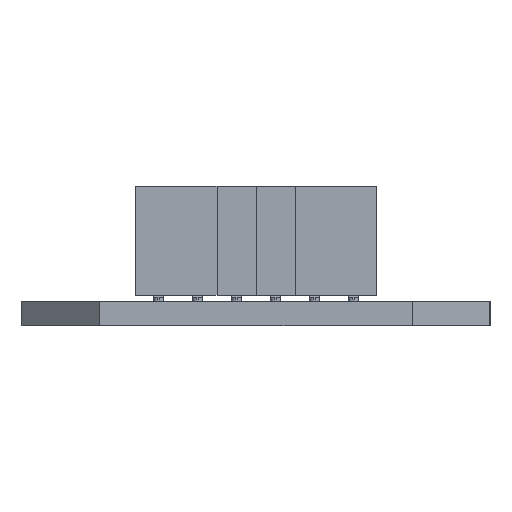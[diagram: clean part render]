
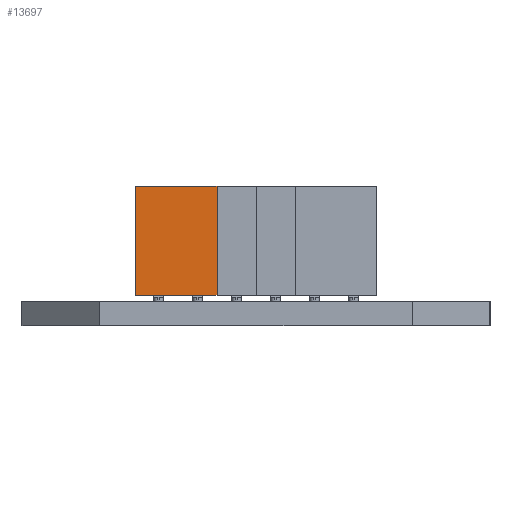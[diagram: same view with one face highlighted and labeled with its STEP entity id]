
A CAD part, left-side view. The second image highlights one B-rep face of the part: STEP entity #13697.
In plain terms, the highlighted face is planar.
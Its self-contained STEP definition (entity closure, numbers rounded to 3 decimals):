
#12586 = VERTEX_POINT('',#12587);
#12587 = CARTESIAN_POINT('',(7.87,2.5,7.5));
#12634 = VERTEX_POINT('',#12635);
#12635 = CARTESIAN_POINT('',(7.87,2.5,0.4));
#12641 = EDGE_CURVE('',#12634,#12586,#12642,.T.);
#12642 = LINE('',#12643,#12644);
#12643 = CARTESIAN_POINT('',(7.87,2.5,0.4));
#12644 = VECTOR('',#12645,1.);
#12645 = DIRECTION('',(0.,0.,1.));
#12656 = EDGE_CURVE('',#12586,#12657,#12659,.T.);
#12657 = VERTEX_POINT('',#12658);
#12658 = CARTESIAN_POINT('',(2.54,2.5,7.5));
#12659 = LINE('',#12660,#12661);
#12660 = CARTESIAN_POINT('',(7.87,2.5,7.5));
#12661 = VECTOR('',#12662,1.);
#12662 = DIRECTION('',(-1.,0.,0.));
#12864 = VERTEX_POINT('',#12865);
#12865 = CARTESIAN_POINT('',(2.54,2.5,0.4));
#12871 = EDGE_CURVE('',#12864,#12657,#12872,.T.);
#12872 = LINE('',#12873,#12874);
#12873 = CARTESIAN_POINT('',(2.54,2.5,0.4));
#12874 = VECTOR('',#12875,1.);
#12875 = DIRECTION('',(0.,0.,1.));
#13697 = ADVANCED_FACE('',(#13698),#13709,.F.);
#13698 = FACE_BOUND('',#13699,.T.);
#13699 = EDGE_LOOP('',(#13700,#13706,#13707,#13708));
#13700 = ORIENTED_EDGE('',*,*,#13701,.T.);
#13701 = EDGE_CURVE('',#12634,#12864,#13702,.T.);
#13702 = LINE('',#13703,#13704);
#13703 = CARTESIAN_POINT('',(7.87,2.5,0.4));
#13704 = VECTOR('',#13705,1.);
#13705 = DIRECTION('',(-1.,0.,0.));
#13706 = ORIENTED_EDGE('',*,*,#12871,.T.);
#13707 = ORIENTED_EDGE('',*,*,#12656,.F.);
#13708 = ORIENTED_EDGE('',*,*,#12641,.F.);
#13709 = PLANE('',#13710);
#13710 = AXIS2_PLACEMENT_3D('',#13711,#13712,#13713);
#13711 = CARTESIAN_POINT('',(7.87,2.5,0.4));
#13712 = DIRECTION('',(0.,-1.,0.));
#13713 = DIRECTION('',(0.,0.,-1.));
